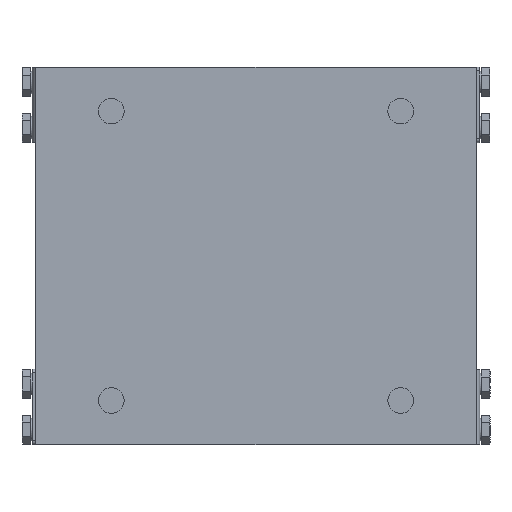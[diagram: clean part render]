
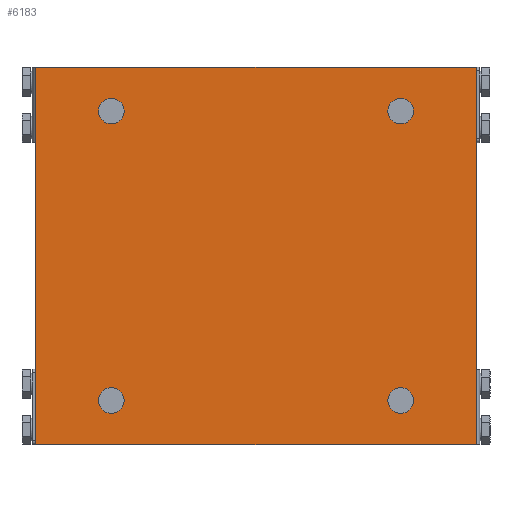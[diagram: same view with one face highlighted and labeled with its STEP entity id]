
A CAD part, top view. The second image highlights one B-rep face of the part: STEP entity #6183.
In plain terms, the highlighted planar face has unit normal (0, 0, 1).
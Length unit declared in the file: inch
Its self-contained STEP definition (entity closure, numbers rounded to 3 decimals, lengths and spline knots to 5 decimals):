
#42 = ORIENTED_EDGE ( 'NONE', *, *, #4679, .T. ) ;
#99 = ORIENTED_EDGE ( 'NONE', *, *, #9150, .T. ) ;
#167 = DIRECTION ( 'NONE',  ( 1., 0., 0. ) ) ;
#245 = VERTEX_POINT ( 'NONE', #13057 ) ;
#336 = DIRECTION ( 'NONE',  ( 0., 0., -1. ) ) ;
#367 = DIRECTION ( 'NONE',  ( 0., 0., -1. ) ) ;
#414 = EDGE_CURVE ( 'NONE', #20215, #20974, #5013, .T. ) ;
#465 = CARTESIAN_POINT ( 'NONE',  ( 3.44488, 2.95276, 3.74016 ) ) ;
#890 = EDGE_CURVE ( 'NONE', #11844, #6737, #10987, .T. ) ;
#1201 = EDGE_CURVE ( 'NONE', #19385, #19919, #17992, .T. ) ;
#1552 = AXIS2_PLACEMENT_3D ( 'NONE', #5293, #3659, #13271 ) ;
#1622 = DIRECTION ( 'NONE',  ( 0., 0., 1. ) ) ;
#1633 = CARTESIAN_POINT ( 'NONE',  ( 2.06299, -2.26378, 3.74016 ) ) ;
#1804 = DIRECTION ( 'NONE',  ( 0., 0., -1. ) ) ;
#1865 = VERTEX_POINT ( 'NONE', #3306 ) ;
#2571 = CARTESIAN_POINT ( 'NONE',  ( 2.06299, 2.26378, 3.74016 ) ) ;
#2824 = PLANE ( 'NONE',  #20232 ) ;
#3149 = FACE_BOUND ( 'NONE', #18636, .T. ) ;
#3306 = CARTESIAN_POINT ( 'NONE',  ( -3.44488, 2.95276, 3.74016 ) ) ;
#3659 = DIRECTION ( 'NONE',  ( 0., 0., -1. ) ) ;
#3730 = DIRECTION ( 'NONE',  ( 1., 0., 0. ) ) ;
#4006 = CARTESIAN_POINT ( 'NONE',  ( -3.44488, 2.95276, 3.74016 ) ) ;
#4078 = DIRECTION ( 'NONE',  ( 0., 0., -1. ) ) ;
#4179 = CIRCLE ( 'NONE', #12876, 0.20079 ) ;
#4196 = CIRCLE ( 'NONE', #7011, 0.20079 ) ;
#4386 = ORIENTED_EDGE ( 'NONE', *, *, #20810, .T. ) ;
#4679 = EDGE_CURVE ( 'NONE', #18677, #12574, #18423, .T. ) ;
#4835 = CARTESIAN_POINT ( 'NONE',  ( -3.44488, -2.95276, 3.74016 ) ) ;
#4883 = EDGE_LOOP ( 'NONE', ( #12986, #15831 ) ) ;
#5013 = CIRCLE ( 'NONE', #17251, 0.20079 ) ;
#5140 = AXIS2_PLACEMENT_3D ( 'NONE', #20895, #4078, #15647 ) ;
#5293 = CARTESIAN_POINT ( 'NONE',  ( -2.26378, 2.26378, 3.74016 ) ) ;
#5403 = AXIS2_PLACEMENT_3D ( 'NONE', #8512, #15279, #10144 ) ;
#5932 = CARTESIAN_POINT ( 'NONE',  ( -2.46457, 2.26378, 3.74016 ) ) ;
#6155 = CARTESIAN_POINT ( 'NONE',  ( 3.44488, 2.95276, 3.74016 ) ) ;
#6183 = ADVANCED_FACE ( 'NONE', ( #8294, #11345, #11131, #3149, #17806 ), #2824, .T. ) ;
#6456 = DIRECTION ( 'NONE',  ( 0., 0., -1. ) ) ;
#6737 = VERTEX_POINT ( 'NONE', #9264 ) ;
#6843 = DIRECTION ( 'NONE',  ( 1., 0., 0. ) ) ;
#6929 = EDGE_LOOP ( 'NONE', ( #19860, #42 ) ) ;
#7011 = AXIS2_PLACEMENT_3D ( 'NONE', #9487, #9700, #14522 ) ;
#7486 = LINE ( 'NONE', #465, #16783 ) ;
#7554 = EDGE_CURVE ( 'NONE', #20974, #20215, #4196, .T. ) ;
#7758 = ORIENTED_EDGE ( 'NONE', *, *, #10615, .T. ) ;
#8110 = VECTOR ( 'NONE', #19322, 39.37008 ) ;
#8294 = FACE_BOUND ( 'NONE', #4883, .T. ) ;
#8512 = CARTESIAN_POINT ( 'NONE',  ( -2.26378, -2.26378, 3.74016 ) ) ;
#8770 = DIRECTION ( 'NONE',  ( 1., 0., 0. ) ) ;
#9150 = EDGE_CURVE ( 'NONE', #6737, #11844, #4179, .T. ) ;
#9264 = CARTESIAN_POINT ( 'NONE',  ( -2.06299, 2.26378, 3.74016 ) ) ;
#9300 = ORIENTED_EDGE ( 'NONE', *, *, #1201, .T. ) ;
#9325 = VECTOR ( 'NONE', #8770, 39.37008 ) ;
#9487 = CARTESIAN_POINT ( 'NONE',  ( 2.26378, 2.26378, 3.74016 ) ) ;
#9685 = AXIS2_PLACEMENT_3D ( 'NONE', #21301, #6456, #13107 ) ;
#9700 = DIRECTION ( 'NONE',  ( 0., 0., -1. ) ) ;
#9758 = EDGE_CURVE ( 'NONE', #12574, #18677, #9762, .T. ) ;
#9762 = CIRCLE ( 'NONE', #14315, 0.20079 ) ;
#10104 = EDGE_LOOP ( 'NONE', ( #16071, #99 ) ) ;
#10119 = CARTESIAN_POINT ( 'NONE',  ( -2.46457, -2.26378, 3.74016 ) ) ;
#10144 = DIRECTION ( 'NONE',  ( 1., 0., 0. ) ) ;
#10320 = CARTESIAN_POINT ( 'NONE',  ( 2.26378, -2.26378, 3.74016 ) ) ;
#10380 = CIRCLE ( 'NONE', #5140, 0.20079 ) ;
#10615 = EDGE_CURVE ( 'NONE', #15424, #1865, #7486, .T. ) ;
#10987 = CIRCLE ( 'NONE', #1552, 0.20079 ) ;
#11131 = FACE_BOUND ( 'NONE', #6929, .T. ) ;
#11345 = FACE_BOUND ( 'NONE', #10104, .T. ) ;
#11650 = CARTESIAN_POINT ( 'NONE',  ( 2.26378, 2.26378, 3.74016 ) ) ;
#11844 = VERTEX_POINT ( 'NONE', #5932 ) ;
#12574 = VERTEX_POINT ( 'NONE', #1633 ) ;
#12876 = AXIS2_PLACEMENT_3D ( 'NONE', #18715, #336, #3730 ) ;
#12975 = CARTESIAN_POINT ( 'NONE',  ( -2.06299, -2.26378, 3.74016 ) ) ;
#12986 = ORIENTED_EDGE ( 'NONE', *, *, #414, .T. ) ;
#13057 = CARTESIAN_POINT ( 'NONE',  ( 3.44488, -2.95276, 3.74016 ) ) ;
#13107 = DIRECTION ( 'NONE',  ( 1., 0., 0. ) ) ;
#13271 = DIRECTION ( 'NONE',  ( 1., 0., 0. ) ) ;
#13708 = VECTOR ( 'NONE', #20399, 39.37008 ) ;
#13805 = DIRECTION ( 'NONE',  ( -1., 0., 0. ) ) ;
#14081 = CARTESIAN_POINT ( 'NONE',  ( 3.44488, -2.95276, 3.74016 ) ) ;
#14112 = ORIENTED_EDGE ( 'NONE', *, *, #17561, .T. ) ;
#14315 = AXIS2_PLACEMENT_3D ( 'NONE', #10320, #367, #6843 ) ;
#14522 = DIRECTION ( 'NONE',  ( 1., 0., 0. ) ) ;
#15005 = LINE ( 'NONE', #20251, #9325 ) ;
#15279 = DIRECTION ( 'NONE',  ( 0., 0., -1. ) ) ;
#15424 = VERTEX_POINT ( 'NONE', #6155 ) ;
#15647 = DIRECTION ( 'NONE',  ( 1., 0., 0. ) ) ;
#15831 = ORIENTED_EDGE ( 'NONE', *, *, #7554, .T. ) ;
#16071 = ORIENTED_EDGE ( 'NONE', *, *, #890, .T. ) ;
#16538 = VERTEX_POINT ( 'NONE', #4835 ) ;
#16601 = CARTESIAN_POINT ( 'NONE',  ( 0., 0., 3.74016 ) ) ;
#16783 = VECTOR ( 'NONE', #13805, 39.37008 ) ;
#17251 = AXIS2_PLACEMENT_3D ( 'NONE', #11650, #1804, #167 ) ;
#17434 = EDGE_CURVE ( 'NONE', #16538, #245, #15005, .T. ) ;
#17561 = EDGE_CURVE ( 'NONE', #19919, #19385, #10380, .T. ) ;
#17625 = EDGE_LOOP ( 'NONE', ( #4386, #7758, #20370, #18621 ) ) ;
#17806 = FACE_OUTER_BOUND ( 'NONE', #17625, .T. ) ;
#17992 = CIRCLE ( 'NONE', #5403, 0.20079 ) ;
#18423 = CIRCLE ( 'NONE', #9685, 0.20079 ) ;
#18621 = ORIENTED_EDGE ( 'NONE', *, *, #17434, .T. ) ;
#18636 = EDGE_LOOP ( 'NONE', ( #14112, #9300 ) ) ;
#18677 = VERTEX_POINT ( 'NONE', #19925 ) ;
#18715 = CARTESIAN_POINT ( 'NONE',  ( -2.26378, 2.26378, 3.74016 ) ) ;
#19114 = LINE ( 'NONE', #14081, #8110 ) ;
#19322 = DIRECTION ( 'NONE',  ( 0., 1., 0. ) ) ;
#19385 = VERTEX_POINT ( 'NONE', #12975 ) ;
#19860 = ORIENTED_EDGE ( 'NONE', *, *, #9758, .T. ) ;
#19870 = DIRECTION ( 'NONE',  ( 1., 0., 0. ) ) ;
#19919 = VERTEX_POINT ( 'NONE', #10119 ) ;
#19925 = CARTESIAN_POINT ( 'NONE',  ( 2.46457, -2.26378, 3.74016 ) ) ;
#20066 = CARTESIAN_POINT ( 'NONE',  ( 2.46457, 2.26378, 3.74016 ) ) ;
#20215 = VERTEX_POINT ( 'NONE', #2571 ) ;
#20232 = AXIS2_PLACEMENT_3D ( 'NONE', #16601, #1622, #19870 ) ;
#20251 = CARTESIAN_POINT ( 'NONE',  ( -3.44488, -2.95276, 3.74016 ) ) ;
#20370 = ORIENTED_EDGE ( 'NONE', *, *, #21009, .T. ) ;
#20399 = DIRECTION ( 'NONE',  ( 0., -1., 0. ) ) ;
#20508 = LINE ( 'NONE', #4006, #13708 ) ;
#20810 = EDGE_CURVE ( 'NONE', #245, #15424, #19114, .T. ) ;
#20895 = CARTESIAN_POINT ( 'NONE',  ( -2.26378, -2.26378, 3.74016 ) ) ;
#20974 = VERTEX_POINT ( 'NONE', #20066 ) ;
#21009 = EDGE_CURVE ( 'NONE', #1865, #16538, #20508, .T. ) ;
#21301 = CARTESIAN_POINT ( 'NONE',  ( 2.26378, -2.26378, 3.74016 ) ) ;
